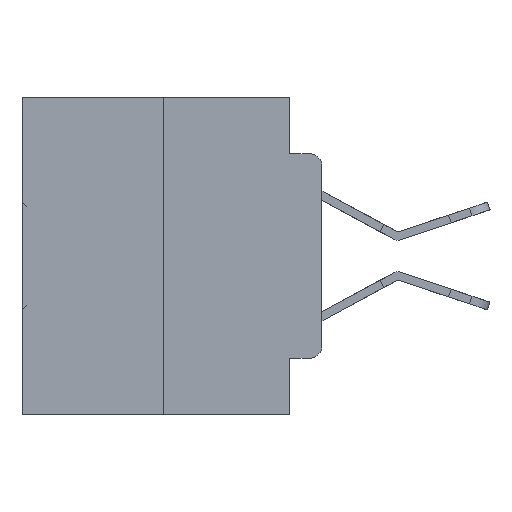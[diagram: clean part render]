
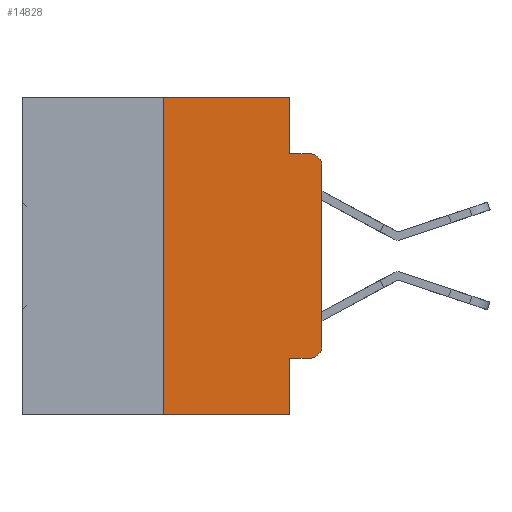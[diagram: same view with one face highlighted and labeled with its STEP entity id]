
A CAD part, left-side view. The second image highlights one B-rep face of the part: STEP entity #14828.
In plain terms, the highlighted planar face has unit normal (-1, 0, 0).
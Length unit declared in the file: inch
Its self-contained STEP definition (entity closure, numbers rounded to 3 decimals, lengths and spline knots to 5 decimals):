
#30 = CARTESIAN_POINT ( 'NONE',  ( 0., 0.473, -0.5 ) ) ;
#764 = VERTEX_POINT ( 'NONE', #14568 ) ;
#1056 = CARTESIAN_POINT ( 'NONE',  ( 0., 0., 0. ) ) ;
#1057 = VECTOR ( 'NONE', #14306, 39.37008 ) ;
#1199 = DIRECTION ( 'NONE',  ( 0., -1., 0. ) ) ;
#1543 = ORIENTED_EDGE ( 'NONE', *, *, #33016, .F. ) ;
#1998 = DIRECTION ( 'NONE',  ( 0., -1., 0. ) ) ;
#2113 = DIRECTION ( 'NONE',  ( 0., 0., 1. ) ) ;
#2835 = DIRECTION ( 'NONE',  ( -1., 0., 0. ) ) ;
#3428 = CARTESIAN_POINT ( 'NONE',  ( 0., 0.051, 0. ) ) ;
#3563 = CARTESIAN_POINT ( 'NONE',  ( 0., 0., -0.1085 ) ) ;
#4044 = VERTEX_POINT ( 'NONE', #12195 ) ;
#4702 = DIRECTION ( 'NONE',  ( -1., 0., 0. ) ) ;
#5363 = EDGE_CURVE ( 'NONE', #21332, #6131, #19679, .T. ) ;
#5489 = ORIENTED_EDGE ( 'NONE', *, *, #28861, .F. ) ;
#5737 = LINE ( 'NONE', #1056, #32184 ) ;
#5865 = VECTOR ( 'NONE', #1998, 39.37008 ) ;
#6131 = VERTEX_POINT ( 'NONE', #33497 ) ;
#7216 = VERTEX_POINT ( 'NONE', #31924 ) ;
#8306 = CARTESIAN_POINT ( 'NONE',  ( 0., 0.25, 0. ) ) ;
#8574 = VECTOR ( 'NONE', #2113, 39.37008 ) ;
#8944 = ORIENTED_EDGE ( 'NONE', *, *, #30597, .T. ) ;
#9854 = CARTESIAN_POINT ( 'NONE',  ( 0., 0.051, -0.0885 ) ) ;
#10313 = CARTESIAN_POINT ( 'NONE',  ( 0., 0.25, 0. ) ) ;
#10541 = DIRECTION ( 'NONE',  ( 0., 0., -1. ) ) ;
#10644 = EDGE_CURVE ( 'NONE', #7216, #23466, #23011, .T. ) ;
#11008 = ORIENTED_EDGE ( 'NONE', *, *, #15537, .T. ) ;
#11312 = DIRECTION ( 'NONE',  ( 1., 0., 0. ) ) ;
#11585 = VERTEX_POINT ( 'NONE', #16158 ) ;
#11832 = ORIENTED_EDGE ( 'NONE', *, *, #21880, .T. ) ;
#12121 = VERTEX_POINT ( 'NONE', #21011 ) ;
#12195 = CARTESIAN_POINT ( 'NONE',  ( 0., 0.02, -0.4115 ) ) ;
#13793 = AXIS2_PLACEMENT_3D ( 'NONE', #21731, #11312, #29656 ) ;
#13872 = LINE ( 'NONE', #33819, #5865 ) ;
#14303 = ORIENTED_EDGE ( 'NONE', *, *, #20118, .F. ) ;
#14306 = DIRECTION ( 'NONE',  ( 0., 0., -1. ) ) ;
#14568 = CARTESIAN_POINT ( 'NONE',  ( 0., 0., -0.3915 ) ) ;
#14730 = VERTEX_POINT ( 'NONE', #8306 ) ;
#14828 = ADVANCED_FACE ( 'NONE', ( #26490 ), #32185, .F. ) ;
#15505 = LINE ( 'NONE', #3428, #1057 ) ;
#15537 = EDGE_CURVE ( 'NONE', #764, #20440, #5737, .T. ) ;
#15664 = CARTESIAN_POINT ( 'NONE',  ( 0., 0.25, -0.5 ) ) ;
#16049 = VECTOR ( 'NONE', #30867, 39.37008 ) ;
#16158 = CARTESIAN_POINT ( 'NONE',  ( 0., 0.051, -0.4115 ) ) ;
#16278 = CARTESIAN_POINT ( 'NONE',  ( 0., 0.02, -0.0885 ) ) ;
#17317 = LINE ( 'NONE', #10313, #8574 ) ;
#17967 = VECTOR ( 'NONE', #19393, 39.37008 ) ;
#18078 = VECTOR ( 'NONE', #1199, 39.37008 ) ;
#18498 = CIRCLE ( 'NONE', #19612, 0.02 ) ;
#18947 = CARTESIAN_POINT ( 'NONE',  ( 0., 0.02, -0.3915 ) ) ;
#19393 = DIRECTION ( 'NONE',  ( 0., -1., 0. ) ) ;
#19612 = AXIS2_PLACEMENT_3D ( 'NONE', #18947, #2835, #21538 ) ;
#19679 = LINE ( 'NONE', #30, #18078 ) ;
#20118 = EDGE_CURVE ( 'NONE', #21332, #14730, #17317, .T. ) ;
#20276 = EDGE_CURVE ( 'NONE', #4044, #764, #18498, .T. ) ;
#20440 = VERTEX_POINT ( 'NONE', #3563 ) ;
#20660 = CARTESIAN_POINT ( 'NONE',  ( 0., 0.02, -0.1085 ) ) ;
#20973 = CARTESIAN_POINT ( 'NONE',  ( 0., 0.051, 0. ) ) ;
#21011 = CARTESIAN_POINT ( 'NONE',  ( 0., 0.051, 0. ) ) ;
#21276 = ORIENTED_EDGE ( 'NONE', *, *, #5363, .T. ) ;
#21332 = VERTEX_POINT ( 'NONE', #15664 ) ;
#21538 = DIRECTION ( 'NONE',  ( 0., 0., -1. ) ) ;
#21731 = CARTESIAN_POINT ( 'NONE',  ( 0., 0.473, 0. ) ) ;
#21880 = EDGE_CURVE ( 'NONE', #20440, #23466, #28581, .T. ) ;
#22229 = EDGE_CURVE ( 'NONE', #14730, #12121, #24858, .T. ) ;
#22515 = DIRECTION ( 'NONE',  ( 0., 0., 1. ) ) ;
#23011 = LINE ( 'NONE', #9854, #16049 ) ;
#23289 = DIRECTION ( 'NONE',  ( 0., 0., -1. ) ) ;
#23466 = VERTEX_POINT ( 'NONE', #16278 ) ;
#23758 = ORIENTED_EDGE ( 'NONE', *, *, #20276, .T. ) ;
#24858 = LINE ( 'NONE', #29912, #17967 ) ;
#25101 = AXIS2_PLACEMENT_3D ( 'NONE', #20660, #4702, #23289 ) ;
#26490 = FACE_OUTER_BOUND ( 'NONE', #27268, .T. ) ;
#27268 = EDGE_LOOP ( 'NONE', ( #11008, #11832, #32782, #5489, #27437, #14303, #21276, #1543, #8944, #23758 ) ) ;
#27437 = ORIENTED_EDGE ( 'NONE', *, *, #22229, .F. ) ;
#28581 = CIRCLE ( 'NONE', #25101, 0.02 ) ;
#28861 = EDGE_CURVE ( 'NONE', #12121, #7216, #32447, .T. ) ;
#29656 = DIRECTION ( 'NONE',  ( 0., 0., -1. ) ) ;
#29912 = CARTESIAN_POINT ( 'NONE',  ( 0., 0.473, 0. ) ) ;
#30597 = EDGE_CURVE ( 'NONE', #11585, #4044, #13872, .T. ) ;
#30867 = DIRECTION ( 'NONE',  ( 0., -1., 0. ) ) ;
#31630 = VECTOR ( 'NONE', #10541, 39.37008 ) ;
#31924 = CARTESIAN_POINT ( 'NONE',  ( 0., 0.051, -0.0885 ) ) ;
#32184 = VECTOR ( 'NONE', #22515, 39.37008 ) ;
#32185 = PLANE ( 'NONE',  #13793 ) ;
#32447 = LINE ( 'NONE', #20973, #31630 ) ;
#32782 = ORIENTED_EDGE ( 'NONE', *, *, #10644, .F. ) ;
#33016 = EDGE_CURVE ( 'NONE', #11585, #6131, #15505, .T. ) ;
#33497 = CARTESIAN_POINT ( 'NONE',  ( 0., 0.051, -0.5 ) ) ;
#33819 = CARTESIAN_POINT ( 'NONE',  ( 0., 0.051, -0.4115 ) ) ;
